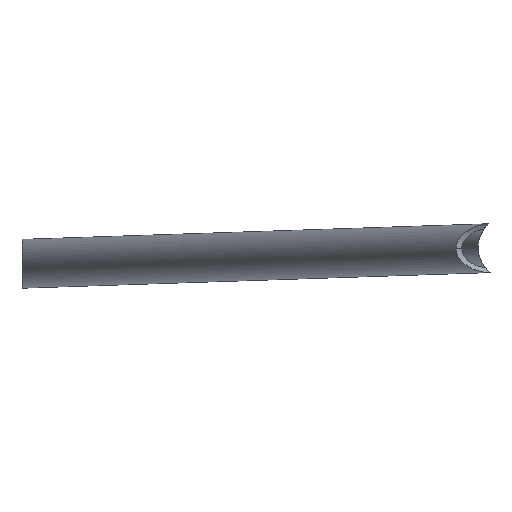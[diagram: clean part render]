
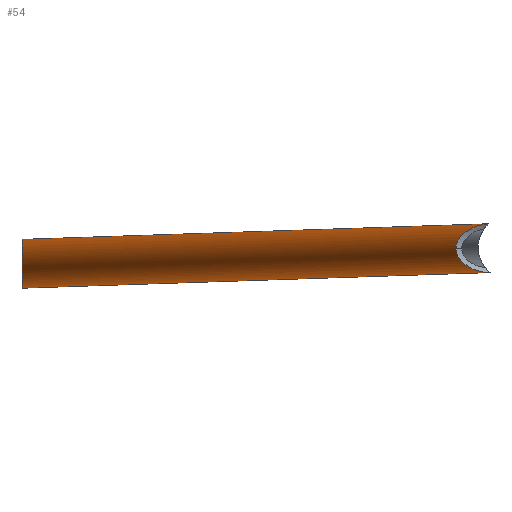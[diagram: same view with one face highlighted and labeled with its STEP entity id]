
A CAD part, front view. The second image highlights one B-rep face of the part: STEP entity #54.
In plain terms, the highlighted cylindrical face has radius 7.5 mm (diameter 15 mm), a partial arc.
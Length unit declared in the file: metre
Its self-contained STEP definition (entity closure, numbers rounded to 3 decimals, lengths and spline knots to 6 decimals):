
#54=ADVANCED_FACE('0:42',(#103),#104,.T.);
#103=FACE_OUTER_BOUND('',#144,.T.);
#104=CYLINDRICAL_SURFACE('',#145,0.0075);
#144=EDGE_LOOP('',(#249,#250,#251,#252,#253,#254,#255,#256));
#145=AXIS2_PLACEMENT_3D('',#257,#258,#259);
#249=ORIENTED_EDGE('',*,*,#273,.T.);
#250=ORIENTED_EDGE('',*,*,#303,.T.);
#251=ORIENTED_EDGE('',*,*,#301,.T.);
#252=ORIENTED_EDGE('',*,*,#300,.F.);
#253=ORIENTED_EDGE('',*,*,#295,.T.);
#254=ORIENTED_EDGE('',*,*,#277,.T.);
#255=ORIENTED_EDGE('',*,*,#319,.T.);
#256=ORIENTED_EDGE('',*,*,#310,.T.);
#257=CARTESIAN_POINT('',(-1.90011,-0.181525,-0.01069));
#258=DIRECTION('',(-0.535,0.845,-0.018));
#259=DIRECTION('',(-0.018,-0.032,-0.999));
#273=EDGE_CURVE('',#323,#324,#325,.T.);
#277=EDGE_CURVE('',#332,#330,#333,.T.);
#295=EDGE_CURVE('0:81',#365,#332,#366,.T.);
#300=EDGE_CURVE('0:51',#365,#372,#373,.T.);
#301=EDGE_CURVE('0:54',#370,#372,#374,.T.);
#303=EDGE_CURVE('',#324,#370,#376,.T.);
#310=EDGE_CURVE('0:93',#384,#323,#385,.T.);
#319=EDGE_CURVE('',#330,#384,#396,.T.);
#323=VERTEX_POINT('',#400);
#324=VERTEX_POINT('',#401);
#325=LINE('',#402,#403);
#330=VERTEX_POINT('',#408);
#332=VERTEX_POINT('',#410);
#333=LINE('',#411,#412);
#365=VERTEX_POINT('',#633);
#366=B_SPLINE_CURVE_WITH_KNOTS('',3,(#634,#635,#636,#637,#638,#639,#640,#641,#642,#643,#644,#645,#646,#647,#648,#649,#650,#651,#652,#653,#654,#655,#656,#657,#658),.UNSPECIFIED.,.F.,.F.,(4,3,3,3,3,3,3,3,4),(3.666434,8.374679,14.506419,20.740941,25.433138,28.951129,31.537072,33.665767,35.187183),.UNSPECIFIED.);
#370=VERTEX_POINT('',#710);
#372=VERTEX_POINT('',#713);
#373=B_SPLINE_CURVE_WITH_KNOTS('',3,(#714,#715,#716,#717,#718,#719,#720,#721,#722,#723,#724,#725,#726,#727,#728,#729,#730,#731,#732),.UNSPECIFIED.,.F.,.F.,(4,3,3,3,3,3,4),(17.502911,21.677688,26.330089,30.228549,33.52036,36.345164,36.812171),.UNSPECIFIED.);
#374=CIRCLE('',#733,0.004491);
#376=B_SPLINE_CURVE_WITH_KNOTS('',3,(#735,#736,#737,#738,#739,#740,#741,#742,#743,#744,#745,#746,#747,#748,#749,#750,#751,#752,#753),.UNSPECIFIED.,.F.,.F.,(4,3,3,3,3,3,4),(16.963774,21.04589,25.700885,29.611711,33.037922,35.823145,37.159273),.UNSPECIFIED.);
#384=VERTEX_POINT('',#810);
#385=ELLIPSE('',#811,0.014024,0.0075);
#396=ELLIPSE('',#824,0.008877,0.0075);
#400=CARTESIAN_POINT('',(-2.014965,-0.000509,-0.022009));
#401=CARTESIAN_POINT('',(-1.871577,-0.227063,-0.01723));
#402=CARTESIAN_POINT('',(-1.900244,-0.181768,-0.018185));
#403=VECTOR('',#827,1.0);
#408=CARTESIAN_POINT('',(-2.014713,0.,-0.00702));
#410=CARTESIAN_POINT('',(-1.871876,-0.225683,-0.002259));
#411=CARTESIAN_POINT('',(-1.899977,-0.181283,-0.003195));
#412=VECTOR('',#837,1.0);
#633=CARTESIAN_POINT('',(-1.871864,-0.226927,-0.002247));
#634=CARTESIAN_POINT('',(-1.871864,-0.226927,-0.002247));
#635=CARTESIAN_POINT('',(-1.871845,-0.225809,-0.00223));
#636=CARTESIAN_POINT('',(-1.87191,-0.224692,-0.00229));
#637=CARTESIAN_POINT('',(-1.872014,-0.223586,-0.002392));
#638=CARTESIAN_POINT('',(-1.87215,-0.222146,-0.002526));
#639=CARTESIAN_POINT('',(-1.872354,-0.220723,-0.002734));
#640=CARTESIAN_POINT('',(-1.872586,-0.219318,-0.003004));
#641=CARTESIAN_POINT('',(-1.872822,-0.217888,-0.003279));
#642=CARTESIAN_POINT('',(-1.873089,-0.216477,-0.003619));
#643=CARTESIAN_POINT('',(-1.873366,-0.215093,-0.004042));
#644=CARTESIAN_POINT('',(-1.873574,-0.214052,-0.00436));
#645=CARTESIAN_POINT('',(-1.873789,-0.213026,-0.004725));
#646=CARTESIAN_POINT('',(-1.874001,-0.212032,-0.005162));
#647=CARTESIAN_POINT('',(-1.874159,-0.211287,-0.00549));
#648=CARTESIAN_POINT('',(-1.874317,-0.210558,-0.005859));
#649=CARTESIAN_POINT('',(-1.874466,-0.209871,-0.006295));
#650=CARTESIAN_POINT('',(-1.874575,-0.209366,-0.006615));
#651=CARTESIAN_POINT('',(-1.874679,-0.208882,-0.00697));
#652=CARTESIAN_POINT('',(-1.874769,-0.20845,-0.007385));
#653=CARTESIAN_POINT('',(-1.874844,-0.208095,-0.007727));
#654=CARTESIAN_POINT('',(-1.87491,-0.207773,-0.008111));
#655=CARTESIAN_POINT('',(-1.874952,-0.207542,-0.008541));
#656=CARTESIAN_POINT('',(-1.874982,-0.207377,-0.008848));
#657=CARTESIAN_POINT('',(-1.875,-0.207259,-0.00918));
#658=CARTESIAN_POINT('',(-1.875,-0.207213,-0.00952));
#710=CARTESIAN_POINT('',(-1.881787,-0.2245,-0.009839));
#713=CARTESIAN_POINT('',(-1.881782,-0.224502,-0.009625));
#714=CARTESIAN_POINT('',(-1.871864,-0.226927,-0.002247));
#715=CARTESIAN_POINT('',(-1.872863,-0.2269,-0.002303));
#716=CARTESIAN_POINT('',(-1.873846,-0.226774,-0.002492));
#717=CARTESIAN_POINT('',(-1.874785,-0.226598,-0.002774));
#718=CARTESIAN_POINT('',(-1.875831,-0.226402,-0.003088));
#719=CARTESIAN_POINT('',(-1.876827,-0.226144,-0.003519));
#720=CARTESIAN_POINT('',(-1.877747,-0.225874,-0.004063));
#721=CARTESIAN_POINT('',(-1.878518,-0.225648,-0.004519));
#722=CARTESIAN_POINT('',(-1.879237,-0.225412,-0.005056));
#723=CARTESIAN_POINT('',(-1.879864,-0.225196,-0.005689));
#724=CARTESIAN_POINT('',(-1.880393,-0.225014,-0.006222));
#725=CARTESIAN_POINT('',(-1.880855,-0.224846,-0.006825));
#726=CARTESIAN_POINT('',(-1.881195,-0.22472,-0.007492));
#727=CARTESIAN_POINT('',(-1.881486,-0.224612,-0.008065));
#728=CARTESIAN_POINT('',(-1.881684,-0.224537,-0.008685));
#729=CARTESIAN_POINT('',(-1.881756,-0.224511,-0.009313));
#730=CARTESIAN_POINT('',(-1.881768,-0.224507,-0.009417));
#731=CARTESIAN_POINT('',(-1.881776,-0.224504,-0.009521));
#732=CARTESIAN_POINT('',(-1.881782,-0.224502,-0.009625));
#733=AXIS2_PLACEMENT_3D('',#857,#858,#859);
#735=CARTESIAN_POINT('',(-1.871367,-0.227067,-0.017231));
#736=CARTESIAN_POINT('',(-1.872347,-0.227055,-0.017233));
#737=CARTESIAN_POINT('',(-1.87332,-0.226941,-0.017105));
#738=CARTESIAN_POINT('',(-1.874255,-0.226774,-0.016885));
#739=CARTESIAN_POINT('',(-1.875321,-0.226583,-0.016635));
#740=CARTESIAN_POINT('',(-1.876344,-0.226324,-0.016264));
#741=CARTESIAN_POINT('',(-1.877298,-0.226047,-0.015778));
#742=CARTESIAN_POINT('',(-1.878099,-0.225814,-0.015369));
#743=CARTESIAN_POINT('',(-1.878854,-0.225567,-0.014878));
#744=CARTESIAN_POINT('',(-1.879525,-0.225335,-0.014288));
#745=CARTESIAN_POINT('',(-1.880112,-0.225132,-0.013772));
#746=CARTESIAN_POINT('',(-1.880636,-0.224939,-0.013176));
#747=CARTESIAN_POINT('',(-1.881033,-0.22479,-0.012503));
#748=CARTESIAN_POINT('',(-1.881356,-0.224669,-0.011956));
#749=CARTESIAN_POINT('',(-1.881593,-0.224577,-0.011356));
#750=CARTESIAN_POINT('',(-1.881707,-0.224532,-0.010736));
#751=CARTESIAN_POINT('',(-1.881762,-0.224511,-0.010439));
#752=CARTESIAN_POINT('',(-1.881789,-0.2245,-0.010138));
#753=CARTESIAN_POINT('',(-1.881787,-0.2245,-0.009839));
#810=CARTESIAN_POINT('',(-2.015035,0.,-0.007019));
#811=AXIS2_PLACEMENT_3D('',#864,#865,#866);
#824=AXIS2_PLACEMENT_3D('',#878,#879,#880);
#827=DIRECTION('',(0.535,-0.845,0.018));
#837=DIRECTION('',(-0.535,0.845,-0.018));
#857=CARTESIAN_POINT('',(-1.877595,-0.226108,-0.009858));
#858=DIRECTION('',(0.358,0.934,-0.002));
#859=DIRECTION('',(-0.934,0.358,0.004));
#864=CARTESIAN_POINT('',(-2.015,0.,-0.01452));
#865=DIRECTION('',(1.,0.,0.005));
#866=DIRECTION('',(0.,-1.,0.018));
#878=CARTESIAN_POINT('',(-2.015,0.,-0.01452));
#879=DIRECTION('',(0.,-1.0,0.));
#880=DIRECTION('',(0.999,0.,0.033));
